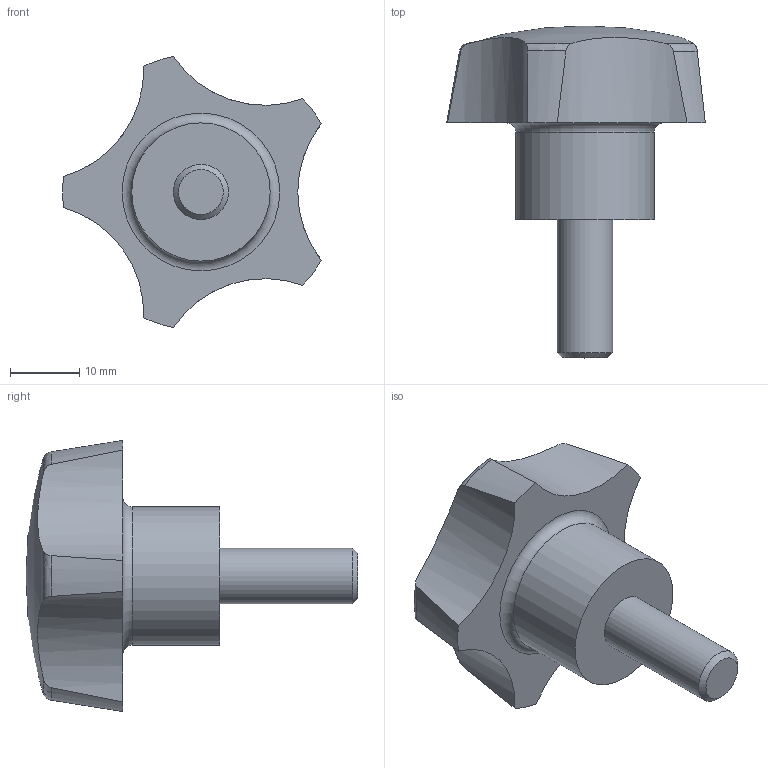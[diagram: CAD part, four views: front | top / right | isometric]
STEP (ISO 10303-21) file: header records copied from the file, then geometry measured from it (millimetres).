
FILE_DESCRIPTION( ( 'STEP AP214' ), '1' );
FILE_NAME( 'K0185.4008X20.stp', '2020-11-26T11:32:16', ( '' ), ( '' ), ' ', 'PARTsolutions', ' ' );
FILE_SCHEMA( ( 'AUTOMOTIVE_DESIGN { 1 0 10303 214 1 1 1 1 }' ) );
Length unit declared in the file: millimetre
Products named in the file (1): _K0185.4008X20
Bounding box: 37.39 x 48 x 39.19 mm (x, y, z)
Volume: 16055.1 mm3; surface area: 4426.8 mm2
Topology: 1 solids, 1 shells, 23 faces, 59 edges, 39 vertices
Faces by surface type: cylinder 7, torus 6, cone 6, plane 3, sphere 1
Full cylindrical faces by diameter (mm): 8 x1, 20 x1
Entity records: 988 total; most frequent: CARTESIAN_POINT 287, ORIENTED_EDGE 102, DIRECTION 100, EDGE_CURVE 51, AXIS2_PLACEMENT_3D 50, VERTEX_POINT 37, EDGE_LOOP 29, FACE_OUTER_BOUND 26
